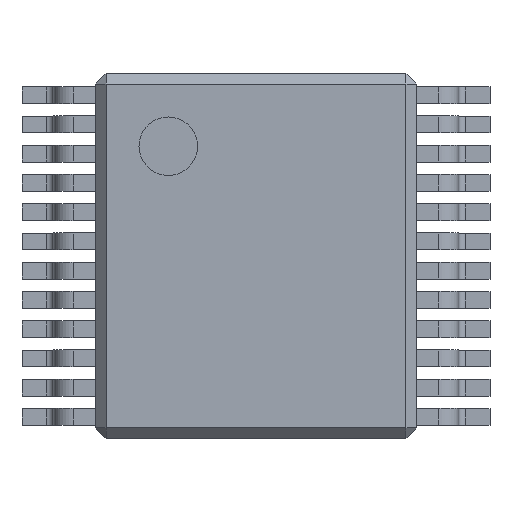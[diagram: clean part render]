
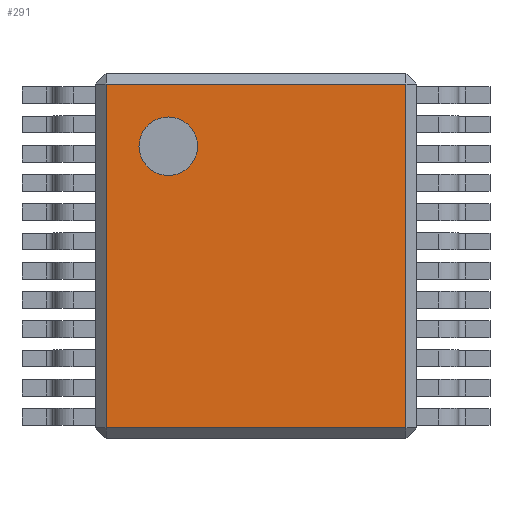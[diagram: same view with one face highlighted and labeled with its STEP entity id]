
A CAD part, top view. The second image highlights one B-rep face of the part: STEP entity #291.
In plain terms, the highlighted planar face has unit normal (0, 0, 1).
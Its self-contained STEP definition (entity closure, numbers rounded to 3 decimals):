
#13=DIRECTION('',(0.,0.,1.));
#14=DIRECTION('',(1.,0.,0.));
#87=VECTOR('',#88,1.);
#88=DIRECTION('',(0.,1.,0.));
#163=VERTEX_POINT('',#164);
#164=CARTESIAN_POINT('',(-2.05,-2.35,2.));
#172=VERTEX_POINT('',#173);
#173=CARTESIAN_POINT('',(-2.05,2.35,2.));
#178=ORIENTED_EDGE('',*,*,#179,.F.);
#179=EDGE_CURVE('',#163,#172,#180,.T.);
#180=LINE('',#181,#87);
#181=CARTESIAN_POINT('',(-2.05,-2.5,2.));
#249=VECTOR('',#14,1.);
#291=ADVANCED_FACE('',(#292,#310),#319,.T.);
#292=FACE_BOUND('',#293,.T.);
#293=EDGE_LOOP('',(#178,#294,#300,#306));
#294=ORIENTED_EDGE('',*,*,#295,.T.);
#295=EDGE_CURVE('',#163,#296,#298,.T.);
#296=VERTEX_POINT('',#297);
#297=CARTESIAN_POINT('',(2.05,-2.35,2.));
#298=LINE('',#299,#249);
#299=CARTESIAN_POINT('',(-2.2,-2.35,2.));
#300=ORIENTED_EDGE('',*,*,#301,.T.);
#301=EDGE_CURVE('',#296,#302,#304,.T.);
#302=VERTEX_POINT('',#303);
#303=CARTESIAN_POINT('',(2.05,2.35,2.));
#304=LINE('',#305,#87);
#305=CARTESIAN_POINT('',(2.05,-2.5,2.));
#306=ORIENTED_EDGE('',*,*,#307,.F.);
#307=EDGE_CURVE('',#172,#302,#308,.T.);
#308=LINE('',#309,#249);
#309=CARTESIAN_POINT('',(-2.2,2.35,2.));
#310=FACE_BOUND('',#311,.T.);
#311=EDGE_LOOP('',(#312));
#312=ORIENTED_EDGE('',*,*,#313,.F.);
#313=EDGE_CURVE('',#314,#314,#316,.T.);
#314=VERTEX_POINT('',#315);
#315=CARTESIAN_POINT('',(-0.8,1.5,2.));
#316=CIRCLE('',#317,0.4);
#317=AXIS2_PLACEMENT_3D('',#318,#13,#14);
#318=CARTESIAN_POINT('',(-1.2,1.5,2.));
#319=PLANE('',#320);
#320=AXIS2_PLACEMENT_3D('',#321,#13,#14);
#321=CARTESIAN_POINT('',(-2.2,-2.5,2.));
